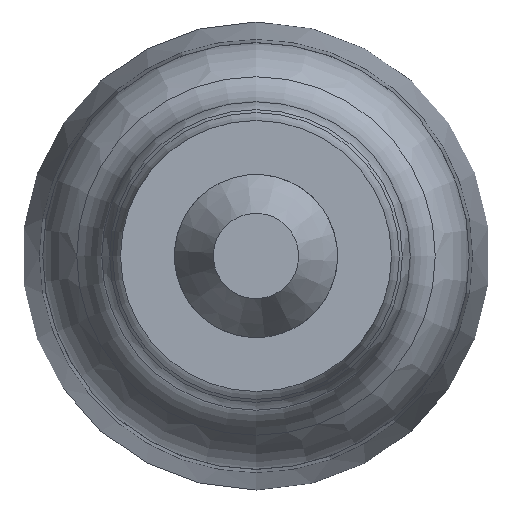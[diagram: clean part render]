
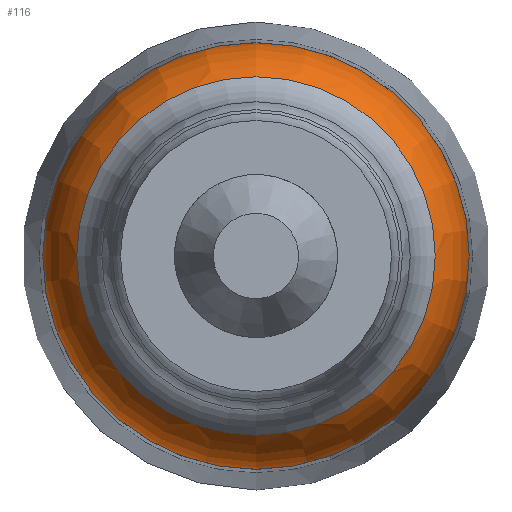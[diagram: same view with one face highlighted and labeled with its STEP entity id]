
A CAD part, left-side view. The second image highlights one B-rep face of the part: STEP entity #116.
In plain terms, the highlighted toroidal (fillet/blend) face has major radius 0.343 mm and minor radius 0.483 mm.
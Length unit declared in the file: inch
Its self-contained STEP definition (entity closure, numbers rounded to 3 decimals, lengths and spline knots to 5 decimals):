
#19 = EDGE_CURVE ( 'NONE', #559, #559, #333, .T. ) ;
#27 = ORIENTED_EDGE ( 'NONE', *, *, #19, .T. ) ;
#36 = DIRECTION ( 'NONE',  ( 0., 0., 1. ) ) ;
#56 = AXIS2_PLACEMENT_3D ( 'NONE', #668, #232, #554 ) ;
#68 = CARTESIAN_POINT ( 'NONE',  ( 0.10161, 0., 0.02732 ) ) ;
#88 = CARTESIAN_POINT ( 'NONE',  ( 0.11464, 0., 0. ) ) ;
#101 = FACE_OUTER_BOUND ( 'NONE', #310, .T. ) ;
#116 = ADVANCED_FACE ( 'NONE', ( #490, #101 ), #454, .T. ) ;
#190 = DIRECTION ( 'NONE',  ( 0., 0., 1. ) ) ;
#198 = EDGE_CURVE ( 'NONE', #640, #640, #285, .T. ) ;
#207 = EDGE_LOOP ( 'NONE', ( #534 ) ) ;
#232 = DIRECTION ( 'NONE',  ( -1., 0., 0. ) ) ;
#285 = CIRCLE ( 'NONE', #637, 0.02732 ) ;
#310 = EDGE_LOOP ( 'NONE', ( #27 ) ) ;
#333 = CIRCLE ( 'NONE', #444, 0.0325 ) ;
#365 = DIRECTION ( 'NONE',  ( -1., 0., 0. ) ) ;
#371 = DIRECTION ( 'NONE',  ( -1., 0., 0. ) ) ;
#428 = CARTESIAN_POINT ( 'NONE',  ( 0.10161, 0., 0. ) ) ;
#444 = AXIS2_PLACEMENT_3D ( 'NONE', #88, #371, #190 ) ;
#454 = TOROIDAL_SURFACE ( 'NONE', #56, 0.0135, 0.019 ) ;
#490 = FACE_OUTER_BOUND ( 'NONE', #207, .T. ) ;
#534 = ORIENTED_EDGE ( 'NONE', *, *, #198, .F. ) ;
#554 = DIRECTION ( 'NONE',  ( 0., 0., 1. ) ) ;
#559 = VERTEX_POINT ( 'NONE', #605 ) ;
#605 = CARTESIAN_POINT ( 'NONE',  ( 0.11464, 0., 0.0325 ) ) ;
#637 = AXIS2_PLACEMENT_3D ( 'NONE', #428, #365, #36 ) ;
#640 = VERTEX_POINT ( 'NONE', #68 ) ;
#668 = CARTESIAN_POINT ( 'NONE',  ( 0.11465, 0., 0. ) ) ;
